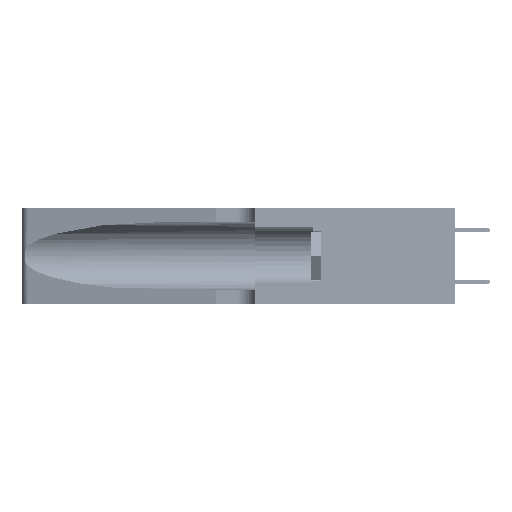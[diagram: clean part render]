
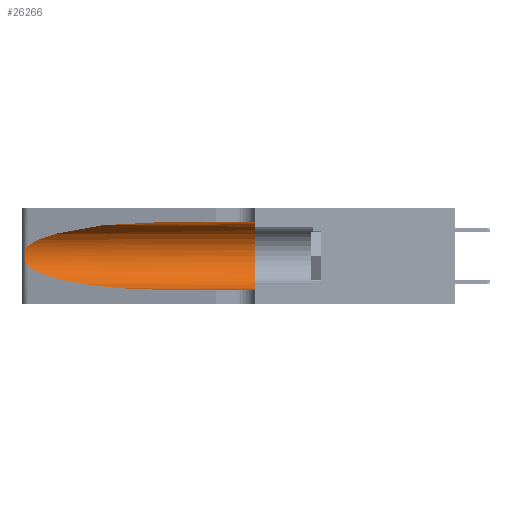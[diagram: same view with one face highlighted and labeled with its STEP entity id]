
A CAD part, left-side view. The second image highlights one B-rep face of the part: STEP entity #26266.
In plain terms, the highlighted cylindrical face has radius 3.308 mm (diameter 6.617 mm), a partial arc.
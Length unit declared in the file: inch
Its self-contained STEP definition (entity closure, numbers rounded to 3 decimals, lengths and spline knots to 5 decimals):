
#1466 = LINE ( 'NONE', #17440, #51539 ) ;
#1517 = CARTESIAN_POINT ( 'NONE',  ( 0.18966, 0.96281, 0.31525 ) ) ;
#1947 = CARTESIAN_POINT ( 'NONE',  ( 0.25487, 1.22718, 0.22369 ) ) ;
#2388 = VECTOR ( 'NONE', #38142, 39.37008 ) ;
#2474 = CARTESIAN_POINT ( 'NONE',  ( 0.1305, 0.35, 0.185 ) ) ;
#2477 = CARTESIAN_POINT ( 'NONE',  ( 0.1305, 0.35, 0.05475 ) ) ;
#2595 = CARTESIAN_POINT ( 'NONE',  ( 0.1305, 0.72297, 0.05475 ) ) ;
#2727 = CARTESIAN_POINT ( 'NONE',  ( 0.25487, 1.22718, 0.14631 ) ) ;
#3465 = VERTEX_POINT ( 'NONE', #29637 ) ;
#3671 = ORIENTED_EDGE ( 'NONE', *, *, #32748, .F. ) ;
#3934 = EDGE_LOOP ( 'NONE', ( #49259, #19451, #12256, #49130, #5025, #3671 ) ) ;
#4827 = CARTESIAN_POINT ( 'NONE',  ( 0.1305, 0.35, 0.31525 ) ) ;
#5025 = ORIENTED_EDGE ( 'NONE', *, *, #12369, .F. ) ;
#5884 = CARTESIAN_POINT ( 'NONE',  ( 0.25639, 1.23186, 0.15144 ) ) ;
#6239 = CARTESIAN_POINT ( 'NONE',  ( 0.1305, 0.72297, 0.31525 ) ) ;
#6665 = CARTESIAN_POINT ( 'NONE',  ( 0.26017, 1.23833, 0.17102 ) ) ;
#10587 = CARTESIAN_POINT ( 'NONE',  ( 0.25555, 1.22994, 0.2215 ) ) ;
#11407 = EDGE_CURVE ( 'NONE', #49668, #3465, #31131, .T. ) ;
#12256 = ORIENTED_EDGE ( 'NONE', *, *, #11407, .T. ) ;
#12369 = EDGE_CURVE ( 'NONE', #37650, #45808, #49873, .T. ) ;
#13714 = FACE_OUTER_BOUND ( 'NONE', #3934, .T. ) ;
#14769 = CARTESIAN_POINT ( 'NONE',  ( 0.25639, 1.23184, 0.21858 ) ) ;
#16414 = EDGE_CURVE ( 'NONE', #17907, #49668, #24038, .T. ) ;
#17440 = CARTESIAN_POINT ( 'NONE',  ( 0.1305, 1.61858, 0.05475 ) ) ;
#17889 = CARTESIAN_POINT ( 'NONE',  ( 0.1305, 1.61858, 0.185 ) ) ;
#17904 = CARTESIAN_POINT ( 'NONE',  ( 0.26018, 1.23835, 0.19895 ) ) ;
#17907 = VERTEX_POINT ( 'NONE', #26035 ) ;
#17912 = DIRECTION ( 'NONE',  ( 0., 0., 1. ) ) ;
#18802 =( BOUNDED_CURVE ( )  B_SPLINE_CURVE ( 3, ( #20379, #1517, #28453, #48527 ),
 .UNSPECIFIED., .F., .F. ) 
 B_SPLINE_CURVE_WITH_KNOTS ( ( 4, 4 ),
 ( 1.5708, 2.84003 ),
 .UNSPECIFIED. ) 
 CURVE ( )  GEOMETRIC_REPRESENTATION_ITEM ( )  RATIONAL_B_SPLINE_CURVE ( ( 1., 0.87, 0.87, 1. ) ) 
 REPRESENTATION_ITEM ( '' )  );
#19071 = CARTESIAN_POINT ( 'NONE',  ( 0.2373, 1.15595, 0.08982 ) ) ;
#19451 = ORIENTED_EDGE ( 'NONE', *, *, #16414, .T. ) ;
#20379 = CARTESIAN_POINT ( 'NONE',  ( 0.1305, 0.72297, 0.31525 ) ) ;
#22236 = LINE ( 'NONE', #30582, #2388 ) ;
#22329 = CARTESIAN_POINT ( 'NONE',  ( 0.25787, 1.23484, 0.2124 ) ) ;
#22577 = DIRECTION ( 'NONE',  ( 0., 0., -1. ) ) ;
#24038 = B_SPLINE_CURVE_WITH_KNOTS ( 'NONE', 3,
 ( #1947, #10587, #14769, #22329, #42139, #17904, #38490, #30153, #6665, #37477, #25991, #5884, #42666, #2727 ),
 .UNSPECIFIED., .F., .F.,
 ( 4, 2, 2, 2, 2, 2, 4 ),
 ( 0., 0.00027, 0.00053, 0.00107, 0.0016, 0.00187, 0.00214 ),
 .UNSPECIFIED. ) ;
#25991 = CARTESIAN_POINT ( 'NONE',  ( 0.25789, 1.23486, 0.15765 ) ) ;
#26035 = CARTESIAN_POINT ( 'NONE',  ( 0.25487, 1.22718, 0.22369 ) ) ;
#26266 = ADVANCED_FACE ( 'NONE', ( #13714 ), #49973, .F. ) ;
#26342 = CARTESIAN_POINT ( 'NONE',  ( 0.25487, 1.22718, 0.14631 ) ) ;
#26899 = CARTESIAN_POINT ( 'NONE',  ( 0.18966, 0.96281, 0.05475 ) ) ;
#27583 = VERTEX_POINT ( 'NONE', #6239 ) ;
#28453 = CARTESIAN_POINT ( 'NONE',  ( 0.2373, 1.15595, 0.28018 ) ) ;
#29637 = CARTESIAN_POINT ( 'NONE',  ( 0.1305, 0.72297, 0.05475 ) ) ;
#30153 = CARTESIAN_POINT ( 'NONE',  ( 0.26075, 1.23896, 0.178 ) ) ;
#30582 = CARTESIAN_POINT ( 'NONE',  ( 0.1305, 1.61858, 0.31525 ) ) ;
#31131 =( BOUNDED_CURVE ( )  B_SPLINE_CURVE ( 3, ( #38362, #19071, #26899, #2595 ),
 .UNSPECIFIED., .F., .F. ) 
 B_SPLINE_CURVE_WITH_KNOTS ( ( 4, 4 ),
 ( 3.44316, 4.71239 ),
 .UNSPECIFIED. ) 
 CURVE ( )  GEOMETRIC_REPRESENTATION_ITEM ( )  RATIONAL_B_SPLINE_CURVE ( ( 1., 0.87, 0.87, 1. ) ) 
 REPRESENTATION_ITEM ( '' )  );
#31268 = AXIS2_PLACEMENT_3D ( 'NONE', #17889, #37965, #22577 ) ;
#32188 = EDGE_CURVE ( 'NONE', #3465, #45808, #1466, .T. ) ;
#32748 = EDGE_CURVE ( 'NONE', #27583, #37650, #22236, .T. ) ;
#33349 = DIRECTION ( 'NONE',  ( 0., -1., 0. ) ) ;
#37368 = AXIS2_PLACEMENT_3D ( 'NONE', #2474, #46595, #17912 ) ;
#37477 = CARTESIAN_POINT ( 'NONE',  ( 0.25856, 1.23593, 0.16098 ) ) ;
#37650 = VERTEX_POINT ( 'NONE', #4827 ) ;
#37965 = DIRECTION ( 'NONE',  ( 0., -1., 0. ) ) ;
#38142 = DIRECTION ( 'NONE',  ( 0., -1., 0. ) ) ;
#38362 = CARTESIAN_POINT ( 'NONE',  ( 0.25487, 1.22718, 0.14631 ) ) ;
#38490 = CARTESIAN_POINT ( 'NONE',  ( 0.26075, 1.23896, 0.19203 ) ) ;
#42139 = CARTESIAN_POINT ( 'NONE',  ( 0.25854, 1.2359, 0.20912 ) ) ;
#42666 = CARTESIAN_POINT ( 'NONE',  ( 0.25555, 1.22993, 0.14849 ) ) ;
#45808 = VERTEX_POINT ( 'NONE', #2477 ) ;
#46595 = DIRECTION ( 'NONE',  ( 0., 1., 0. ) ) ;
#46957 = EDGE_CURVE ( 'NONE', #27583, #17907, #18802, .T. ) ;
#48527 = CARTESIAN_POINT ( 'NONE',  ( 0.25487, 1.22718, 0.22369 ) ) ;
#49130 = ORIENTED_EDGE ( 'NONE', *, *, #32188, .T. ) ;
#49259 = ORIENTED_EDGE ( 'NONE', *, *, #46957, .T. ) ;
#49668 = VERTEX_POINT ( 'NONE', #26342 ) ;
#49873 = CIRCLE ( 'NONE', #37368, 0.13025 ) ;
#49973 = CYLINDRICAL_SURFACE ( 'NONE', #31268, 0.13025 ) ;
#51539 = VECTOR ( 'NONE', #33349, 39.37008 ) ;
